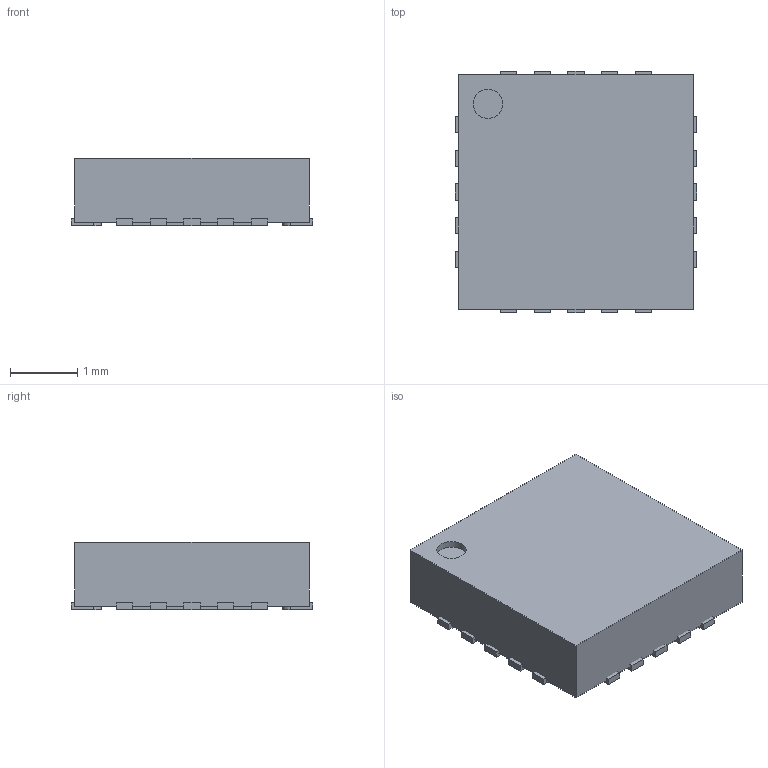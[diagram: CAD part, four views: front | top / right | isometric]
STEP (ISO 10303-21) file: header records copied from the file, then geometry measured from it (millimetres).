
FILE_DESCRIPTION(('FreeCAD Model'),'2;1');
FILE_NAME('639614.2.1.stp','2019-04-23T07:18:20',( 'Author'),(''),'Open CASCADE STEP processor 6.8','FreeCAD','Unknown' );
FILE_SCHEMA(('AUTOMOTIVE_DESIGN_CC2 { 1 2 10303 214 -1 1 5 4 }'));
Length unit declared in the file: millimetre
Products named in the file (5): ASSEMBLY; Body; ThermalPin; PinsArrayLR; PinsArrayTB
Assembly tree (4 placements, depth 2):
  ASSEMBLY
    Body
    ThermalPin
    PinsArrayLR
    PinsArrayTB
Bounding box: 3.6 x 3.6 x 1 mm (x, y, z)
Volume: 12.2 mm3; surface area: 53.8 mm2
Topology: 22 solids, 22 shells, 134 faces, 267 edges, 178 vertices
Faces by surface type: plane 113, cylinder 21
Full cylindrical faces by diameter (mm): 0.438 x1
Entity records: 7208 total; most frequent: CARTESIAN_POINT 1238, DIRECTION 1101, LINE 717, VECTOR 717, ORIENTED_EDGE 534, PCURVE 534, DEFINITIONAL_REPRESENTATION 534, EDGE_CURVE 267
